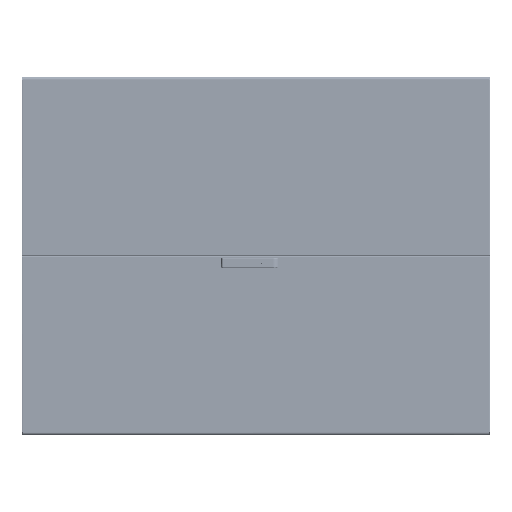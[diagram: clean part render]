
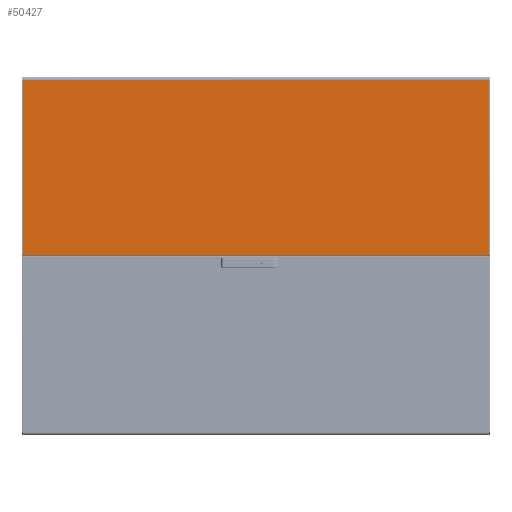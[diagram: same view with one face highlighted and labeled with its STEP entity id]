
A CAD part, top view. The second image highlights one B-rep face of the part: STEP entity #50427.
In plain terms, the highlighted face is planar.
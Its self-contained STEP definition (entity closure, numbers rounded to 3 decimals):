
#5374 = CARTESIAN_POINT ( 'NONE',  ( -294.9, -775.49, 0. ) ) ;
#5375 = CARTESIAN_POINT ( 'NONE',  ( -294.9, 775.49, 0. ) ) ;
#5376 = CARTESIAN_POINT ( 'NONE',  ( 287.5, 775.49, 0. ) ) ;
#5377 = CARTESIAN_POINT ( 'NONE',  ( 287.5, -775.49, 0. ) ) ;
#20350 = LINE ( 'NONE', #22859, #20354 ) ;
#20354 = VECTOR ( 'NONE', #22861, 1000. ) ;
#20359 = VECTOR ( 'NONE', #22909, 1000. ) ;
#20367 = LINE ( 'NONE', #22904, #20359 ) ;
#20368 = LINE ( 'NONE', #22914, #20369 ) ;
#20369 = VECTOR ( 'NONE', #22916, 1000. ) ;
#20370 = LINE ( 'NONE', #22920, #20371 ) ;
#20371 = VECTOR ( 'NONE', #22923, 1000. ) ;
#22859 = CARTESIAN_POINT ( 'NONE',  ( 287.5, 775.49, 0. ) ) ;
#22861 = DIRECTION ( 'NONE',  ( 0., -1., 0. ) ) ;
#22904 = CARTESIAN_POINT ( 'NONE',  ( -295., 775.49, 0. ) ) ;
#22909 = DIRECTION ( 'NONE',  ( 1., 0., 0. ) ) ;
#22914 = CARTESIAN_POINT ( 'NONE',  ( -294.9, -775.49, 0. ) ) ;
#22916 = DIRECTION ( 'NONE',  ( 0., 1., 0. ) ) ;
#22920 = CARTESIAN_POINT ( 'NONE',  ( 295., -775.49, 0. ) ) ;
#22923 = DIRECTION ( 'NONE',  ( -1., 0., 0. ) ) ;
#23578 = ORIENTED_EDGE ( 'NONE', *, *, #86607, .T. ) ;
#23581 = ORIENTED_EDGE ( 'NONE', *, *, #86606, .T. ) ;
#23584 = ORIENTED_EDGE ( 'NONE', *, *, #86600, .T. ) ;
#23587 = ORIENTED_EDGE ( 'NONE', *, *, #86608, .T. ) ;
#31900 = VERTEX_POINT ( 'NONE', #5374 ) ;
#31902 = VERTEX_POINT ( 'NONE', #5375 ) ;
#31904 = VERTEX_POINT ( 'NONE', #5376 ) ;
#31906 = VERTEX_POINT ( 'NONE', #5377 ) ;
#42895 = FACE_OUTER_BOUND ( 'NONE', #82709, .T. ) ;
#50427 = ADVANCED_FACE ( 'NONE', ( #42895 ), #75665, .F. ) ;
#61731 = AXIS2_PLACEMENT_3D ( 'NONE', #75652, #75670, #75671 ) ;
#75652 = CARTESIAN_POINT ( 'NONE',  ( 295., -775.5, 0. ) ) ;
#75665 = PLANE ( 'NONE',  #61731 ) ;
#75670 = DIRECTION ( 'NONE',  ( 0., 0., 1. ) ) ;
#75671 = DIRECTION ( 'NONE',  ( 1., 0., 0. ) ) ;
#82709 = EDGE_LOOP ( 'NONE', ( #23578, #23581, #23584, #23587 ) ) ;
#86600 = EDGE_CURVE ( 'NONE', #31904, #31906, #20350, .T. ) ;
#86606 = EDGE_CURVE ( 'NONE', #31902, #31904, #20367, .T. ) ;
#86607 = EDGE_CURVE ( 'NONE', #31900, #31902, #20368, .T. ) ;
#86608 = EDGE_CURVE ( 'NONE', #31906, #31900, #20370, .T. ) ;
